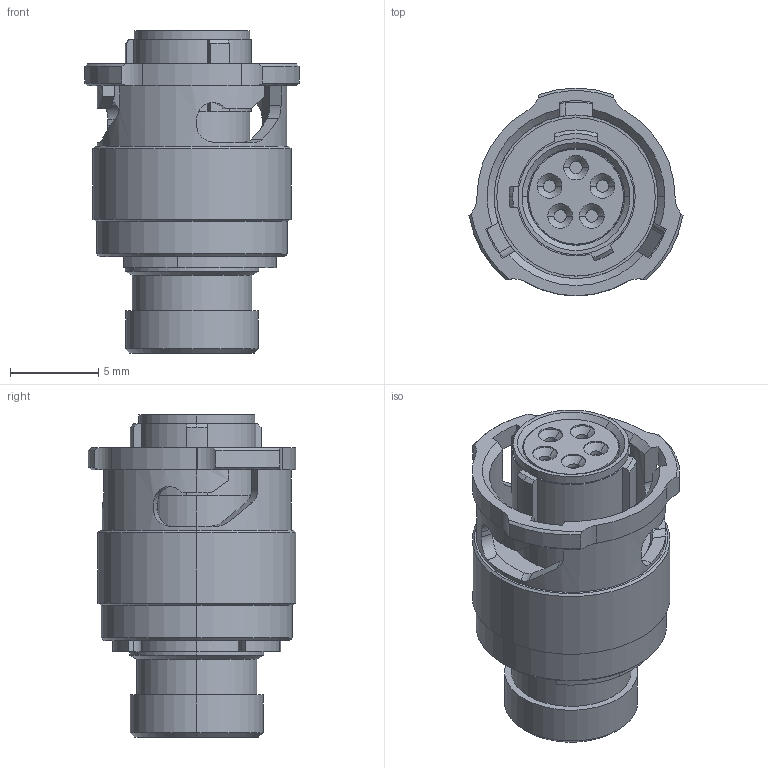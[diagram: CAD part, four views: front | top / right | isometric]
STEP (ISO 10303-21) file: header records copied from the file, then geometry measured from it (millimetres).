
FILE_DESCRIPTION (( 'STEP AP214' ), '1' );
FILE_NAME ('ASU603-05SC-HE.STEP', '2018-11-12T16:51:37', ( 'TE Connectivity' ), ( 'TE Connectivity' ), 'SwSTEP 2.0', 'SolidWorks 2016', '' );
FILE_SCHEMA (( 'AUTOMOTIVE_DESIGN' ));
Length unit declared in the file: millimetre
Products named in the file (1): ASU603-05SC-HE
Bounding box: 12.16 x 11.8 x 18.3 mm (x, y, z)
Volume: 942 mm3; surface area: 2449.8 mm2
Topology: 9 solids, 9 shells, 413 faces, 989 edges, 608 vertices
Faces by surface type: cylinder 210, plane 91, cone 90, torus 22
Entity records: 16874 total; most frequent: CARTESIAN_POINT 2316, DIRECTION 2244, ORIENTED_EDGE 1978, EDGE_CURVE 989, AXIS2_PLACEMENT_3D 908, VERTEX_POINT 608, CIRCLE 494, EDGE_LOOP 459
